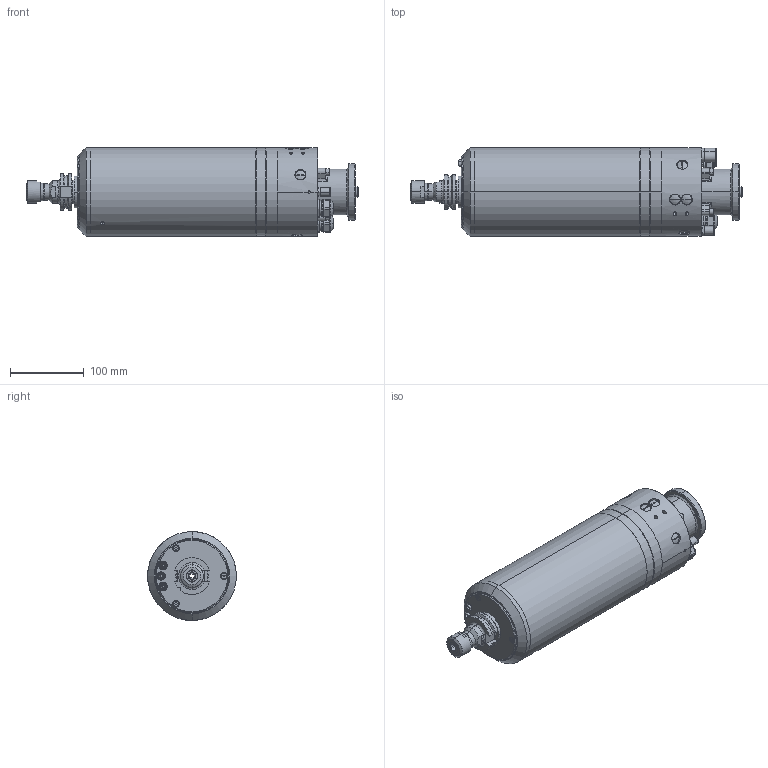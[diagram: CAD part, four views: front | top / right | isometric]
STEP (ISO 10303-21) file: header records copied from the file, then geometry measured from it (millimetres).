
FILE_DESCRIPTION (( 'STEP AP203' ), '1' );
FILE_NAME ('120A24BHP-00-.STEP', '2012-09-26T10:02:31', ( '' ), ( '' ), 'SwSTEP 2.0', 'SolidWorks 2012', '' );
FILE_SCHEMA (( 'CONFIG_CONTROL_DESIGN' ));
Length unit declared in the file: millimetre
Products named in the file (1): 120A24BHP-00-
Bounding box: 448.66 x 120 x 120 mm (x, y, z)
Surface area: 213578.6 mm2 (no closed solid volume)
Topology: 0 solids, 75 shells, 710 faces, 2258 edges, 1583 vertices
Faces by surface type: plane 281, cylinder 259, cone 103, torus 43, sphere 16, bspline 8
Entity records: 26886 total; most frequent: CARTESIAN_POINT 6671, DIRECTION 4558, ORIENTED_EDGE 3506, EDGE_CURVE 2226, AXIS2_PLACEMENT_3D 1780, VERTEX_POINT 1574, CIRCLE 1077, VECTOR 998
